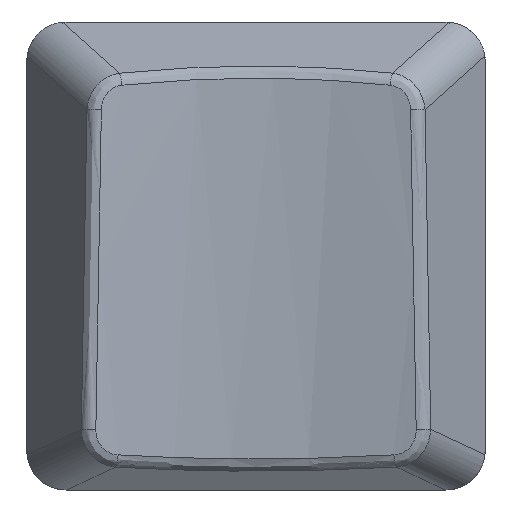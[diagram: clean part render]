
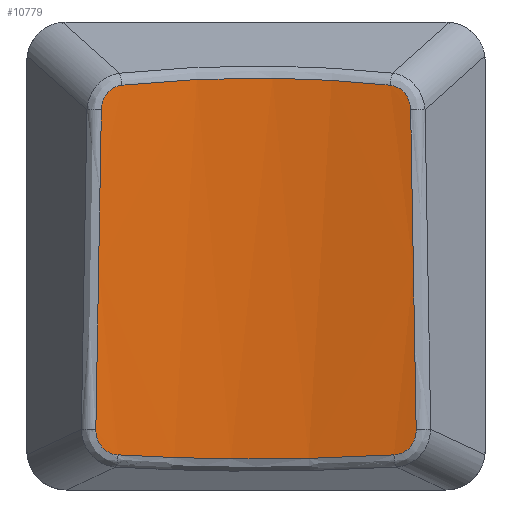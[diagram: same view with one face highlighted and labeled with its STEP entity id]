
A CAD part, top view. The second image highlights one B-rep face of the part: STEP entity #10779.
In plain terms, the highlighted cylindrical face has radius 25 mm (diameter 50 mm), a partial arc.
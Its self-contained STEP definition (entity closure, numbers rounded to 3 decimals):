
#108=(
BOUNDED_CURVE()
B_SPLINE_CURVE(3,(#15695,#15696,#15697,#15698,#15699,#15700,#15701),
 .UNSPECIFIED.,.F.,.F.)
B_SPLINE_CURVE_WITH_KNOTS((4,1,1,1,4),(0.143,0.488,
0.838,1.182,1.514),.UNSPECIFIED.)
CURVE()
GEOMETRIC_REPRESENTATION_ITEM()
RATIONAL_B_SPLINE_CURVE((1.,1.,1.,1.,1.,1.,
1.))
REPRESENTATION_ITEM('')
);
#109=(
BOUNDED_CURVE()
B_SPLINE_CURVE(3,(#15709,#15710,#15711,#15712,#15713,#15714,#15715),
 .UNSPECIFIED.,.F.,.F.)
B_SPLINE_CURVE_WITH_KNOTS((4,1,1,1,4),(0.076,0.409,
0.752,1.102,1.448),.UNSPECIFIED.)
CURVE()
GEOMETRIC_REPRESENTATION_ITEM()
RATIONAL_B_SPLINE_CURVE((1.,1.,1.,1.,1.,1.,
1.))
REPRESENTATION_ITEM('')
);
#110=(
BOUNDED_CURVE()
B_SPLINE_CURVE(3,(#15719,#15720,#15721,#15722,#15723,#15724,#15725),
 .UNSPECIFIED.,.F.,.F.)
B_SPLINE_CURVE_WITH_KNOTS((4,1,1,1,4),(0.095,0.449,
0.82,1.193,1.556),.UNSPECIFIED.)
CURVE()
GEOMETRIC_REPRESENTATION_ITEM()
RATIONAL_B_SPLINE_CURVE((1.,1.,1.,1.,1.,1.,
1.))
REPRESENTATION_ITEM('')
);
#111=(
BOUNDED_CURVE()
B_SPLINE_CURVE(3,(#15727,#15728,#15729,#15730,#15731),.UNSPECIFIED.,.F.,
 .F.)
B_SPLINE_CURVE_WITH_KNOTS((4,1,4),(-0.111,5.314,10.738),
 .UNSPECIFIED.)
CURVE()
GEOMETRIC_REPRESENTATION_ITEM()
RATIONAL_B_SPLINE_CURVE((1.,1.,1.,1.,1.))
REPRESENTATION_ITEM('')
);
#112=(
BOUNDED_CURVE()
B_SPLINE_CURVE(3,(#15733,#15734,#15735,#15736,#15737,#15738,#15739),
 .UNSPECIFIED.,.F.,.F.)
B_SPLINE_CURVE_WITH_KNOTS((4,1,1,1,4),(0.103,0.467,
0.84,1.21,1.565),.UNSPECIFIED.)
CURVE()
GEOMETRIC_REPRESENTATION_ITEM()
RATIONAL_B_SPLINE_CURVE((1.,1.,1.,1.,1.,1.,1.))
REPRESENTATION_ITEM('')
);
#173=B_SPLINE_CURVE_WITH_KNOTS('',3,(#15703,#15704,#15705,#15706,#15707),
 .UNSPECIFIED.,.F.,.F.,(4,1,4),(-0.081,5.193,10.467),
 .UNSPECIFIED.);
#238=ELLIPSE('',#11447,2243.648,51.849);
#239=ELLIPSE('',#11448,2243.705,51.851);
#257=CYLINDRICAL_SURFACE('',#11446,25.);
#623=FACE_OUTER_BOUND('',#1244,.T.);
#1244=EDGE_LOOP('',(#7215,#7216,#7217,#7218,#7219,#7220,#7221,#7222));
#4502=VERTEX_POINT('',#15693);
#4503=VERTEX_POINT('',#15694);
#4504=VERTEX_POINT('',#15702);
#4505=VERTEX_POINT('',#15708);
#4506=VERTEX_POINT('',#15716);
#4507=VERTEX_POINT('',#15718);
#4508=VERTEX_POINT('',#15726);
#4509=VERTEX_POINT('',#15732);
#5557=EDGE_CURVE('',#4502,#4503,#108,.T.);
#5558=EDGE_CURVE('',#4504,#4503,#173,.T.);
#5559=EDGE_CURVE('',#4504,#4505,#109,.T.);
#5560=EDGE_CURVE('',#4505,#4506,#238,.T.);
#5561=EDGE_CURVE('',#4506,#4507,#110,.T.);
#5562=EDGE_CURVE('',#4508,#4507,#111,.T.);
#5563=EDGE_CURVE('',#4508,#4509,#112,.T.);
#5564=EDGE_CURVE('',#4509,#4502,#239,.T.);
#7215=ORIENTED_EDGE('',*,*,#5557,.T.);
#7216=ORIENTED_EDGE('',*,*,#5558,.F.);
#7217=ORIENTED_EDGE('',*,*,#5559,.T.);
#7218=ORIENTED_EDGE('',*,*,#5560,.T.);
#7219=ORIENTED_EDGE('',*,*,#5561,.T.);
#7220=ORIENTED_EDGE('',*,*,#5562,.F.);
#7221=ORIENTED_EDGE('',*,*,#5563,.T.);
#7222=ORIENTED_EDGE('',*,*,#5564,.T.);
#10779=ADVANCED_FACE('',(#623),#257,.F.);
#11446=AXIS2_PLACEMENT_3D('',#15692,#12417,#12418);
#11447=AXIS2_PLACEMENT_3D('',#15717,#12419,#12420);
#11448=AXIS2_PLACEMENT_3D('',#15740,#12421,#12422);
#12417=DIRECTION('center_axis',(0.,0.999,
0.035));
#12418=DIRECTION('ref_axis',(0.25,0.034,-0.968));
#12419=DIRECTION('center_axis',(-0.866,0.,
0.5));
#12420=DIRECTION('ref_axis',(-0.012,-1.,-0.022));
#12421=DIRECTION('center_axis',(0.866,0.,
0.5));
#12422=DIRECTION('ref_axis',(0.012,-1.,-0.022));
#15692=CARTESIAN_POINT('Origin',(0.,-1.357,
32.08));
#15693=CARTESIAN_POINT('',(5.915,5.581,8.018));
#15694=CARTESIAN_POINT('',(5.126,6.525,7.872));
#15695=CARTESIAN_POINT('Ctrl Pts',(5.915,5.581,8.018));
#15696=CARTESIAN_POINT('Ctrl Pts',(5.913,5.696,8.021));
#15697=CARTESIAN_POINT('Ctrl Pts',(5.874,5.928,8.02));
#15698=CARTESIAN_POINT('Ctrl Pts',(5.707,6.235,7.99));
#15699=CARTESIAN_POINT('Ctrl Pts',(5.444,6.451,7.937));
#15700=CARTESIAN_POINT('Ctrl Pts',(5.232,6.514,7.894));
#15701=CARTESIAN_POINT('Ctrl Pts',(5.126,6.525,7.872));
#15702=CARTESIAN_POINT('',(-5.126,6.525,7.872));
#15703=CARTESIAN_POINT('Ctrl Pts',(-5.126,6.525,7.872));
#15704=CARTESIAN_POINT('Ctrl Pts',(-3.447,6.707,7.526));
#15705=CARTESIAN_POINT('Ctrl Pts',(0.,6.892,
7.173));
#15706=CARTESIAN_POINT('Ctrl Pts',(3.447,6.707,7.526));
#15707=CARTESIAN_POINT('Ctrl Pts',(5.126,6.525,7.872));
#15708=CARTESIAN_POINT('',(-5.915,5.581,8.018));
#15709=CARTESIAN_POINT('Ctrl Pts',(-5.126,6.525,7.872));
#15710=CARTESIAN_POINT('Ctrl Pts',(-5.232,6.514,7.894));
#15711=CARTESIAN_POINT('Ctrl Pts',(-5.444,6.451,7.937));
#15712=CARTESIAN_POINT('Ctrl Pts',(-5.707,6.235,7.99));
#15713=CARTESIAN_POINT('Ctrl Pts',(-5.874,5.928,8.02));
#15714=CARTESIAN_POINT('Ctrl Pts',(-5.913,5.696,8.021));
#15715=CARTESIAN_POINT('Ctrl Pts',(-5.915,5.581,8.018));
#15716=CARTESIAN_POINT('',(-6.126,-6.648,7.643));
#15717=CARTESIAN_POINT('Origin',(7.007,-876.393,29.795));
#15718=CARTESIAN_POINT('',(-5.275,-7.613,7.41));
#15719=CARTESIAN_POINT('Ctrl Pts',(-6.126,-6.648,
7.643));
#15720=CARTESIAN_POINT('Ctrl Pts',(-6.128,-6.766,
7.639));
#15721=CARTESIAN_POINT('Ctrl Pts',(-6.093,-7.008,
7.622));
#15722=CARTESIAN_POINT('Ctrl Pts',(-5.913,-7.328,
7.566));
#15723=CARTESIAN_POINT('Ctrl Pts',(-5.623,-7.548,
7.489));
#15724=CARTESIAN_POINT('Ctrl Pts',(-5.391,-7.606,
7.435));
#15725=CARTESIAN_POINT('Ctrl Pts',(-5.275,-7.613,
7.41));
#15726=CARTESIAN_POINT('',(5.275,-7.613,7.41));
#15727=CARTESIAN_POINT('Ctrl Pts',(5.275,-7.613,7.41));
#15728=CARTESIAN_POINT('Ctrl Pts',(3.545,-7.716,7.033));
#15729=CARTESIAN_POINT('Ctrl Pts',(0.,-7.821,
6.649));
#15730=CARTESIAN_POINT('Ctrl Pts',(-3.545,-7.716,
7.033));
#15731=CARTESIAN_POINT('Ctrl Pts',(-5.275,-7.613,
7.41));
#15732=CARTESIAN_POINT('',(6.126,-6.648,7.643));
#15733=CARTESIAN_POINT('Ctrl Pts',(5.275,-7.613,7.41));
#15734=CARTESIAN_POINT('Ctrl Pts',(5.391,-7.606,7.435));
#15735=CARTESIAN_POINT('Ctrl Pts',(5.623,-7.548,7.489));
#15736=CARTESIAN_POINT('Ctrl Pts',(5.913,-7.328,7.566));
#15737=CARTESIAN_POINT('Ctrl Pts',(6.093,-7.008,7.622));
#15738=CARTESIAN_POINT('Ctrl Pts',(6.128,-6.766,7.639));
#15739=CARTESIAN_POINT('Ctrl Pts',(6.126,-6.648,7.643));
#15740=CARTESIAN_POINT('Origin',(-7.007,-876.432,29.796));
